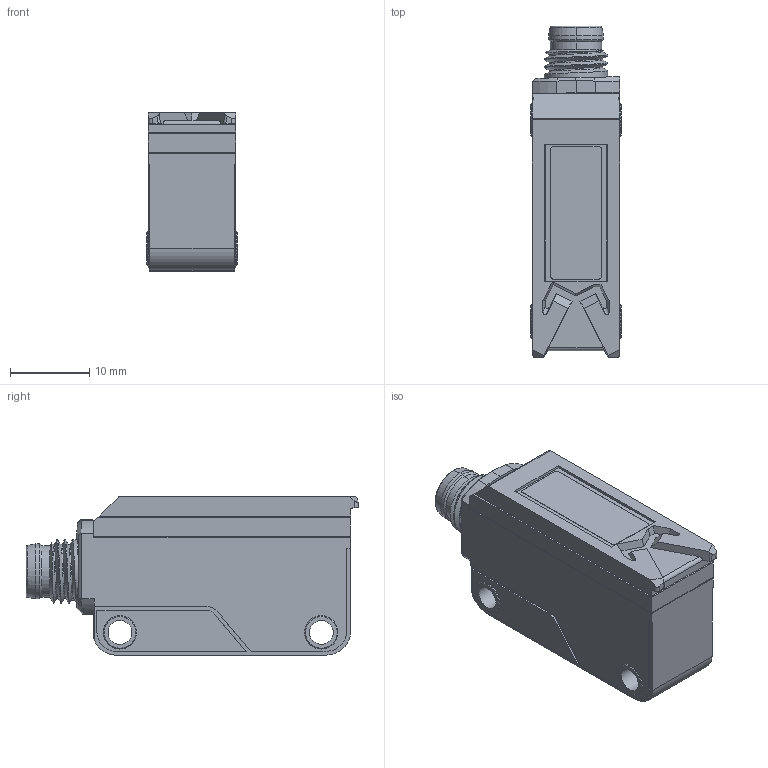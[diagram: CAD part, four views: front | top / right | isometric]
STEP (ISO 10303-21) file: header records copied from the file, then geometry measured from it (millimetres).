
FILE_DESCRIPTION (( 'STEP AP214' ), '1' );
FILE_NAME ('FBM-RP-0P-0F.STEP', '2025-11-11T19:00:09', ( '' ), ( '' ), 'SwSTEP 2.0', 'SolidWorks 2024', '' );
FILE_SCHEMA (( 'AUTOMOTIVE_DESIGN' ));
Length unit declared in the file: millimetre
Products named in the file (1): FBM-RP-0P-0F
Bounding box: 11.4 x 41.88 x 20.02 mm (x, y, z)
Volume: 7143.4 mm3; surface area: 3232.4 mm2
Topology: 1 solids, 1 shells, 197 faces, 515 edges, 338 vertices
Faces by surface type: plane 114, cylinder 57, cone 15, bspline 10, torus 1
Full cylindrical faces by diameter (mm): 1 x4, 3 x2, 4.2 x4, 5.8 x1, 8 x3
Entity records: 9232 total; most frequent: CARTESIAN_POINT 4598, ORIENTED_EDGE 958, DIRECTION 899, EDGE_CURVE 479, VERTEX_POINT 328, LINE 319, VECTOR 319, AXIS2_PLACEMENT_3D 290
